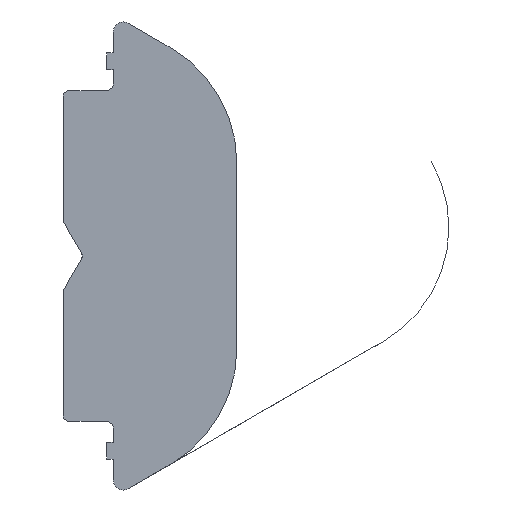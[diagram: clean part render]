
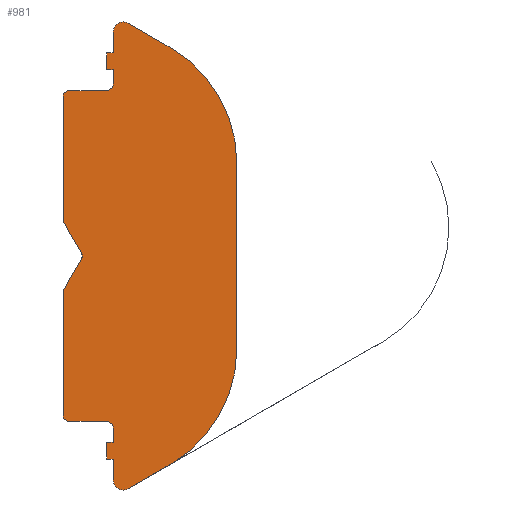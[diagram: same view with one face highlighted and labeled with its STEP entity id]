
A CAD part, front view. The second image highlights one B-rep face of the part: STEP entity #981.
In plain terms, the highlighted planar face has unit normal (0, -1, 0).
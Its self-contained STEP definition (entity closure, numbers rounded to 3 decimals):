
#27=PLANE('',#1067);
#66=FACE_OUTER_BOUND('',#115,.T.);
#115=EDGE_LOOP('',(#732,#733,#734,#735,#736,#737,#738,#739,#740,#741,#742,
#743,#744,#745,#746,#747,#748,#749,#750,#751,#752,#753,#754,#755,#756,#757,
#758,#759,#760,#761));
#158=LINE('',#1483,#266);
#176=LINE('',#1532,#284);
#180=LINE('',#1539,#288);
#182=LINE('',#1547,#290);
#183=LINE('',#1549,#291);
#184=LINE('',#1551,#292);
#185=LINE('',#1552,#293);
#186=LINE('',#1556,#294);
#187=LINE('',#1560,#295);
#188=LINE('',#1564,#296);
#189=LINE('',#1568,#297);
#190=LINE('',#1570,#298);
#191=LINE('',#1572,#299);
#192=LINE('',#1574,#300);
#193=LINE('',#1576,#301);
#194=LINE('',#1580,#302);
#195=LINE('',#1584,#303);
#196=LINE('',#1588,#304);
#197=LINE('',#1591,#305);
#266=VECTOR('',#1152,3.657);
#284=VECTOR('',#1198,0.625);
#288=VECTOR('',#1202,0.425);
#290=VECTOR('',#1212,1.1);
#291=VECTOR('',#1213,0.2);
#292=VECTOR('',#1214,0.5);
#293=VECTOR('',#1215,0.2);
#294=VECTOR('',#1218,1.443);
#295=VECTOR('',#1221,5.548);
#296=VECTOR('',#1224,1.443);
#297=VECTOR('',#1227,0.625);
#298=VECTOR('',#1228,0.2);
#299=VECTOR('',#1229,0.5);
#300=VECTOR('',#1230,0.2);
#301=VECTOR('',#1231,0.425);
#302=VECTOR('',#1234,1.1);
#303=VECTOR('',#1237,3.657);
#304=VECTOR('',#1240,1.031);
#305=VECTOR('',#1243,1.031);
#386=CIRCLE('',#1053,0.2);
#390=CIRCLE('',#1062,0.2);
#391=CIRCLE('',#1065,0.2);
#393=CIRCLE('',#1068,0.3);
#394=CIRCLE('',#1069,4.);
#395=CIRCLE('',#1070,4.);
#396=CIRCLE('',#1071,0.3);
#397=CIRCLE('',#1072,0.2);
#398=CIRCLE('',#1073,0.2);
#399=CIRCLE('',#1074,0.2);
#400=CIRCLE('',#1075,0.2);
#429=VERTEX_POINT('',#1480);
#430=VERTEX_POINT('',#1482);
#432=VERTEX_POINT('',#1490);
#439=VERTEX_POINT('',#1513);
#440=VERTEX_POINT('',#1515);
#446=VERTEX_POINT('',#1529);
#447=VERTEX_POINT('',#1531);
#450=VERTEX_POINT('',#1537);
#451=VERTEX_POINT('',#1541);
#453=VERTEX_POINT('',#1548);
#454=VERTEX_POINT('',#1550);
#455=VERTEX_POINT('',#1553);
#456=VERTEX_POINT('',#1555);
#457=VERTEX_POINT('',#1557);
#458=VERTEX_POINT('',#1559);
#459=VERTEX_POINT('',#1561);
#460=VERTEX_POINT('',#1563);
#461=VERTEX_POINT('',#1565);
#462=VERTEX_POINT('',#1567);
#463=VERTEX_POINT('',#1569);
#464=VERTEX_POINT('',#1571);
#465=VERTEX_POINT('',#1573);
#466=VERTEX_POINT('',#1575);
#467=VERTEX_POINT('',#1577);
#468=VERTEX_POINT('',#1579);
#469=VERTEX_POINT('',#1581);
#470=VERTEX_POINT('',#1583);
#471=VERTEX_POINT('',#1585);
#472=VERTEX_POINT('',#1587);
#473=VERTEX_POINT('',#1589);
#534=EDGE_CURVE('',#430,#429,#158,.T.);
#538=EDGE_CURVE('',#430,#432,#386,.T.);
#550=EDGE_CURVE('',#439,#440,#390,.T.);
#558=EDGE_CURVE('',#447,#446,#176,.T.);
#562=EDGE_CURVE('',#439,#450,#180,.T.);
#563=EDGE_CURVE('',#451,#429,#391,.T.);
#566=EDGE_CURVE('',#451,#440,#182,.T.);
#567=EDGE_CURVE('',#450,#453,#183,.T.);
#568=EDGE_CURVE('',#454,#453,#184,.T.);
#569=EDGE_CURVE('',#447,#454,#185,.T.);
#570=EDGE_CURVE('',#446,#455,#393,.T.);
#571=EDGE_CURVE('',#455,#456,#186,.T.);
#572=EDGE_CURVE('',#456,#457,#394,.T.);
#573=EDGE_CURVE('',#457,#458,#187,.T.);
#574=EDGE_CURVE('',#458,#459,#395,.T.);
#575=EDGE_CURVE('',#459,#460,#188,.T.);
#576=EDGE_CURVE('',#460,#461,#396,.T.);
#577=EDGE_CURVE('',#461,#462,#189,.T.);
#578=EDGE_CURVE('',#462,#463,#190,.T.);
#579=EDGE_CURVE('',#464,#463,#191,.T.);
#580=EDGE_CURVE('',#465,#464,#192,.T.);
#581=EDGE_CURVE('',#465,#466,#193,.T.);
#582=EDGE_CURVE('',#467,#466,#397,.T.);
#583=EDGE_CURVE('',#467,#468,#194,.T.);
#584=EDGE_CURVE('',#469,#468,#398,.T.);
#585=EDGE_CURVE('',#469,#470,#195,.T.);
#586=EDGE_CURVE('',#471,#470,#399,.T.);
#587=EDGE_CURVE('',#471,#472,#196,.T.);
#588=EDGE_CURVE('',#473,#472,#400,.T.);
#589=EDGE_CURVE('',#473,#432,#197,.T.);
#732=ORIENTED_EDGE('',*,*,#563,.F.);
#733=ORIENTED_EDGE('',*,*,#566,.T.);
#734=ORIENTED_EDGE('',*,*,#550,.F.);
#735=ORIENTED_EDGE('',*,*,#562,.T.);
#736=ORIENTED_EDGE('',*,*,#567,.T.);
#737=ORIENTED_EDGE('',*,*,#568,.F.);
#738=ORIENTED_EDGE('',*,*,#569,.F.);
#739=ORIENTED_EDGE('',*,*,#558,.T.);
#740=ORIENTED_EDGE('',*,*,#570,.T.);
#741=ORIENTED_EDGE('',*,*,#571,.T.);
#742=ORIENTED_EDGE('',*,*,#572,.T.);
#743=ORIENTED_EDGE('',*,*,#573,.T.);
#744=ORIENTED_EDGE('',*,*,#574,.T.);
#745=ORIENTED_EDGE('',*,*,#575,.T.);
#746=ORIENTED_EDGE('',*,*,#576,.T.);
#747=ORIENTED_EDGE('',*,*,#577,.T.);
#748=ORIENTED_EDGE('',*,*,#578,.T.);
#749=ORIENTED_EDGE('',*,*,#579,.F.);
#750=ORIENTED_EDGE('',*,*,#580,.F.);
#751=ORIENTED_EDGE('',*,*,#581,.T.);
#752=ORIENTED_EDGE('',*,*,#582,.F.);
#753=ORIENTED_EDGE('',*,*,#583,.T.);
#754=ORIENTED_EDGE('',*,*,#584,.F.);
#755=ORIENTED_EDGE('',*,*,#585,.T.);
#756=ORIENTED_EDGE('',*,*,#586,.F.);
#757=ORIENTED_EDGE('',*,*,#587,.T.);
#758=ORIENTED_EDGE('',*,*,#588,.F.);
#759=ORIENTED_EDGE('',*,*,#589,.T.);
#760=ORIENTED_EDGE('',*,*,#538,.F.);
#761=ORIENTED_EDGE('',*,*,#534,.T.);
#981=ADVANCED_FACE('',(#66),#27,.F.);
#1053=AXIS2_PLACEMENT_3D('',#1491,#1161,#1162);
#1062=AXIS2_PLACEMENT_3D('',#1516,#1187,#1188);
#1065=AXIS2_PLACEMENT_3D('',#1542,#1205,#1206);
#1067=AXIS2_PLACEMENT_3D('',#1546,#1210,#1211);
#1068=AXIS2_PLACEMENT_3D('',#1554,#1216,#1217);
#1069=AXIS2_PLACEMENT_3D('',#1558,#1219,#1220);
#1070=AXIS2_PLACEMENT_3D('',#1562,#1222,#1223);
#1071=AXIS2_PLACEMENT_3D('',#1566,#1225,#1226);
#1072=AXIS2_PLACEMENT_3D('',#1578,#1232,#1233);
#1073=AXIS2_PLACEMENT_3D('',#1582,#1235,#1236);
#1074=AXIS2_PLACEMENT_3D('',#1586,#1238,#1239);
#1075=AXIS2_PLACEMENT_3D('',#1590,#1241,#1242);
#1152=DIRECTION('',(0.,0.,-1.));
#1161=DIRECTION('center_axis',(0.,1.,0.));
#1162=DIRECTION('ref_axis',(-0.966,0.,0.259));
#1187=DIRECTION('center_axis',(0.,-1.,0.));
#1188=DIRECTION('ref_axis',(0.707,0.,0.707));
#1198=DIRECTION('',(0.,0.,-1.));
#1202=DIRECTION('',(0.,0.,-1.));
#1205=DIRECTION('center_axis',(0.,1.,0.));
#1206=DIRECTION('ref_axis',(-0.707,0.,-0.707));
#1210=DIRECTION('center_axis',(0.,1.,0.));
#1211=DIRECTION('ref_axis',(0.,0.,1.));
#1212=DIRECTION('',(1.,0.,0.));
#1213=DIRECTION('',(-1.,0.,0.));
#1214=DIRECTION('',(0.,0.,1.));
#1215=DIRECTION('',(-1.,0.,0.));
#1216=DIRECTION('center_axis',(0.,-1.,0.));
#1217=DIRECTION('ref_axis',(-0.5,0.,0.866));
#1218=DIRECTION('',(0.866,0.,0.5));
#1219=DIRECTION('center_axis',(0.,-1.,0.));
#1220=DIRECTION('ref_axis',(-1.,0.,0.));
#1221=DIRECTION('',(0.,0.,1.));
#1222=DIRECTION('center_axis',(0.,-1.,0.));
#1223=DIRECTION('ref_axis',(-0.5,0.,-0.866));
#1224=DIRECTION('',(-0.866,0.,0.5));
#1225=DIRECTION('center_axis',(0.,-1.,0.));
#1226=DIRECTION('ref_axis',(1.,0.,0.));
#1227=DIRECTION('',(0.,0.,-1.));
#1228=DIRECTION('',(-1.,0.,0.));
#1229=DIRECTION('',(0.,0.,1.));
#1230=DIRECTION('',(-1.,0.,0.));
#1231=DIRECTION('',(0.,0.,-1.));
#1232=DIRECTION('center_axis',(0.,-1.,0.));
#1233=DIRECTION('ref_axis',(0.707,0.,-0.707));
#1234=DIRECTION('',(-1.,0.,0.));
#1235=DIRECTION('center_axis',(0.,1.,0.));
#1236=DIRECTION('ref_axis',(-0.707,0.,0.707));
#1237=DIRECTION('',(0.,0.,-1.));
#1238=DIRECTION('center_axis',(0.,1.,0.));
#1239=DIRECTION('ref_axis',(-0.966,0.,-0.259));
#1240=DIRECTION('',(0.5,0.,-0.866));
#1241=DIRECTION('center_axis',(0.,-1.,0.));
#1242=DIRECTION('ref_axis',(1.,0.,0.));
#1243=DIRECTION('',(-0.5,0.,-0.866));
#1480=CARTESIAN_POINT('',(-1.5,-9.5,-4.75));
#1482=CARTESIAN_POINT('',(-1.5,-9.5,-1.093));
#1483=CARTESIAN_POINT('',(-1.5,-9.5,-1.039));
#1490=CARTESIAN_POINT('',(-1.473,-9.5,-0.993));
#1491=CARTESIAN_POINT('Origin',(-1.3,-9.5,-1.093));
#1513=CARTESIAN_POINT('',(0.,-9.5,-5.15));
#1515=CARTESIAN_POINT('',(-0.2,-9.5,-4.95));
#1516=CARTESIAN_POINT('Origin',(-0.2,-9.5,-5.15));
#1529=CARTESIAN_POINT('',(0.,-9.5,-6.7));
#1531=CARTESIAN_POINT('',(0.,-9.5,-6.075));
#1532=CARTESIAN_POINT('',(0.,-9.5,-4.95));
#1537=CARTESIAN_POINT('',(0.,-9.5,-5.575));
#1539=CARTESIAN_POINT('',(0.,-9.5,-4.95));
#1541=CARTESIAN_POINT('',(-1.3,-9.5,-4.95));
#1542=CARTESIAN_POINT('Origin',(-1.3,-9.5,-4.75));
#1546=CARTESIAN_POINT('Origin',(0.798,-9.5,0.));
#1547=CARTESIAN_POINT('',(-1.5,-9.5,-4.95));
#1548=CARTESIAN_POINT('',(-0.2,-9.5,-5.575));
#1549=CARTESIAN_POINT('',(0.,-9.5,-5.575));
#1550=CARTESIAN_POINT('',(-0.2,-9.5,-6.075));
#1551=CARTESIAN_POINT('',(-0.2,-9.5,-6.075));
#1552=CARTESIAN_POINT('',(0.,-9.5,-6.075));
#1553=CARTESIAN_POINT('',(0.45,-9.5,-6.96));
#1554=CARTESIAN_POINT('Origin',(0.3,-9.5,-6.7));
#1555=CARTESIAN_POINT('',(1.7,-9.5,-6.238));
#1556=CARTESIAN_POINT('',(0.45,-9.5,-6.96));
#1557=CARTESIAN_POINT('',(3.7,-9.5,-2.774));
#1558=CARTESIAN_POINT('Origin',(-0.3,-9.5,-2.774));
#1559=CARTESIAN_POINT('',(3.7,-9.5,2.774));
#1560=CARTESIAN_POINT('',(3.7,-9.5,-2.774));
#1561=CARTESIAN_POINT('',(1.7,-9.5,6.238));
#1562=CARTESIAN_POINT('Origin',(-0.3,-9.5,2.774));
#1563=CARTESIAN_POINT('',(0.45,-9.5,6.96));
#1564=CARTESIAN_POINT('',(1.7,-9.5,6.238));
#1565=CARTESIAN_POINT('',(0.,-9.5,6.7));
#1566=CARTESIAN_POINT('Origin',(0.3,-9.5,6.7));
#1567=CARTESIAN_POINT('',(0.,-9.5,6.075));
#1568=CARTESIAN_POINT('',(0.,-9.5,6.7));
#1569=CARTESIAN_POINT('',(-0.2,-9.5,6.075));
#1570=CARTESIAN_POINT('',(0.,-9.5,6.075));
#1571=CARTESIAN_POINT('',(-0.2,-9.5,5.575));
#1572=CARTESIAN_POINT('',(-0.2,-9.5,5.575));
#1573=CARTESIAN_POINT('',(0.,-9.5,5.575));
#1574=CARTESIAN_POINT('',(0.,-9.5,5.575));
#1575=CARTESIAN_POINT('',(0.,-9.5,5.15));
#1576=CARTESIAN_POINT('',(0.,-9.5,6.7));
#1577=CARTESIAN_POINT('',(-0.2,-9.5,4.95));
#1578=CARTESIAN_POINT('Origin',(-0.2,-9.5,5.15));
#1579=CARTESIAN_POINT('',(-1.3,-9.5,4.95));
#1580=CARTESIAN_POINT('',(0.,-9.5,4.95));
#1581=CARTESIAN_POINT('',(-1.5,-9.5,4.75));
#1582=CARTESIAN_POINT('Origin',(-1.3,-9.5,4.75));
#1583=CARTESIAN_POINT('',(-1.5,-9.5,1.093));
#1584=CARTESIAN_POINT('',(-1.5,-9.5,4.95));
#1585=CARTESIAN_POINT('',(-1.473,-9.5,0.993));
#1586=CARTESIAN_POINT('Origin',(-1.3,-9.5,1.093));
#1587=CARTESIAN_POINT('',(-0.958,-9.5,0.1));
#1588=CARTESIAN_POINT('',(-1.5,-9.5,1.039));
#1589=CARTESIAN_POINT('',(-0.958,-9.5,-0.1));
#1590=CARTESIAN_POINT('Origin',(-1.131,-9.5,0.));
#1591=CARTESIAN_POINT('',(-0.9,-9.5,0.));
